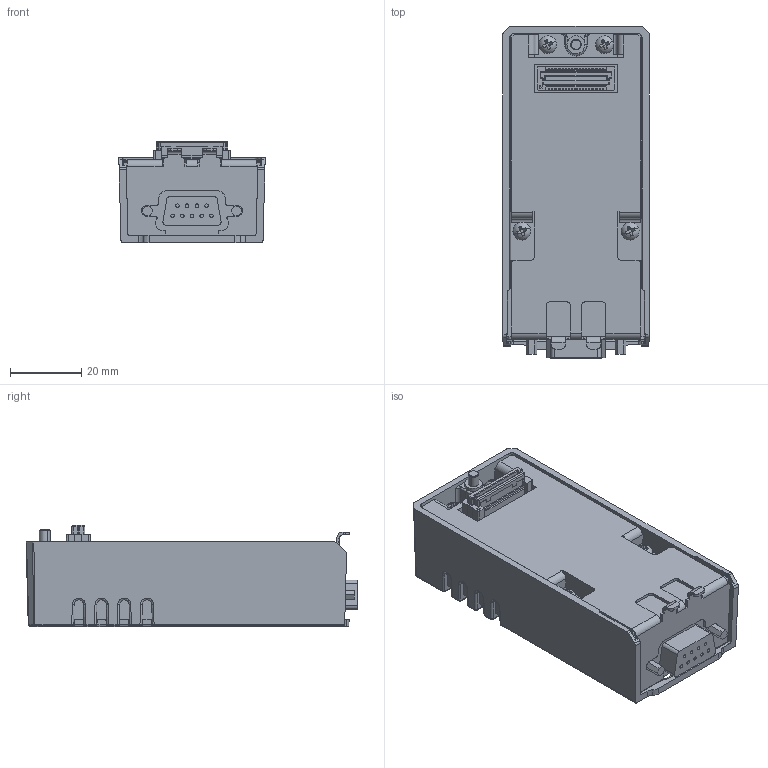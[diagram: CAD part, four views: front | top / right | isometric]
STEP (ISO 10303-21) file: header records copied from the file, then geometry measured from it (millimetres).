
FILE_DESCRIPTION (( 'STEP AP203' ), '1' );
FILE_NAME ('PLCM03-04-06.STEP', '2020-05-07T08:14:21', ( '' ), ( '' ), 'SwSTEP 2.0', 'SolidWorks 2020', '' );
FILE_SCHEMA (( 'CONFIG_CONTROL_DESIGN' ));
Length unit declared in the file: mil
Products named in the file (1): PLCM03-04-06
Bounding box: 41.2 x 93.45 x 28.45 mm (x, y, z)
Volume: 80698 mm3; surface area: 21353.4 mm2
Topology: 1 solids, 2 shells, 2114 faces, 5610 edges, 3500 vertices
Faces by surface type: plane 1470, cylinder 355, bspline 155, torus 53, sphere 52, cone 29
Entity records: 69759 total; most frequent: CARTESIAN_POINT 18707, ORIENTED_EDGE 11168, DIRECTION 9807, EDGE_CURVE 5584, VECTOR 4327, LINE 4327, VERTEX_POINT 3500, AXIS2_PLACEMENT_3D 2740
